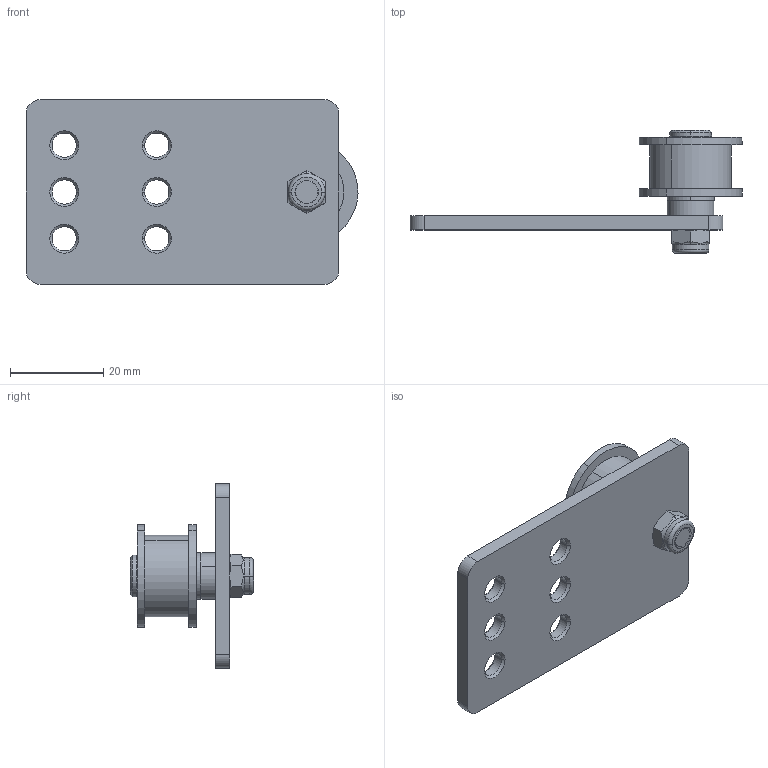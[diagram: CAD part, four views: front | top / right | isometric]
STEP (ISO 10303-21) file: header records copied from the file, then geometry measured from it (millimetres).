
FILE_DESCRIPTION (( 'STEP AP214' ), '1' );
FILE_NAME ('Êîìïëåêò ïëàñòèíà+íàòÿæíîé ðîëèê.STEP', '2020-10-09T13:03:08', ( 'Windows User' ), ( '' ), 'SwSTEP 2.0', 'SolidWorks 2020', '' );
FILE_SCHEMA (( 'AUTOMOTIVE_DESIGN' ));
Length unit declared in the file: millimetre
Products named in the file (9): A180 Ïîäøèïíèê 625rs, O 5  O 16; A143 Âèíò ñ ïëîñêîé ãîëîâêîé è âíóòð. øåñòèãðàííèêîì M5õ25; A179 Cáîðêà ðîëèêà_00; A200 Äèñòàíöèîííàÿ âòóëêà 5õ1 8_00; A211 Âûñîêîòî÷íàÿ äèñòàíöèîííàÿ øàéáà 5 ìì_00; A229 Ñàìîêîíòðÿùàÿñÿ ãàéêà M5_00; Êîìïëåêò ïëàñòèíà+íàòÿæíîé ðîëèê; A235 Ïëàñòèíà íàòÿæíîãî ðîëèêà 67x40_Žá­®¢ ; A179
Assembly tree (10 placements, depth 3):
  Êîìïëåêò ïëàñòèíà+íàòÿæíîé ðîëèê
    A235 Ïëàñòèíà íàòÿæíîãî ðîëèêà 67x40_Žá­®¢ 
    A143 Âèíò ñ ïëîñêîé ãîëîâêîé è âíóòð. øåñòèãðàííèêîì M5õ25
    A179 Cáîðêà ðîëèêà_00
      A179
      A180 Ïîäøèïíèê 625rs, O 5  O 16  x2
      A200 Äèñòàíöèîííàÿ âòóëêà 5õ1 8_00
    A200 Äèñòàíöèîííàÿ âòóëêà 5õ1 8_00
    A229 Ñàìîêîíòðÿùàÿñÿ ãàéêà M5_00
    A211 Âûñîêîòî÷íàÿ äèñòàíöèîííàÿ øàéáà 5 ìì_00
Bounding box: 71.1 x 26.5 x 39.5 mm (x, y, z)
Volume: 11393.8 mm3; surface area: 10977.1 mm2
Topology: 9 solids, 9 shells, 174 faces, 380 edges, 238 vertices
Faces by surface type: cylinder 74, plane 48, cone 42, torus 10
Entity records: 4934 total; most frequent: CARTESIAN_POINT 1054, DIRECTION 820, ORIENTED_EDGE 664, AXIS2_PLACEMENT_3D 342, EDGE_CURVE 332, VERTEX_POINT 206, EDGE_LOOP 184, CIRCLE 178
